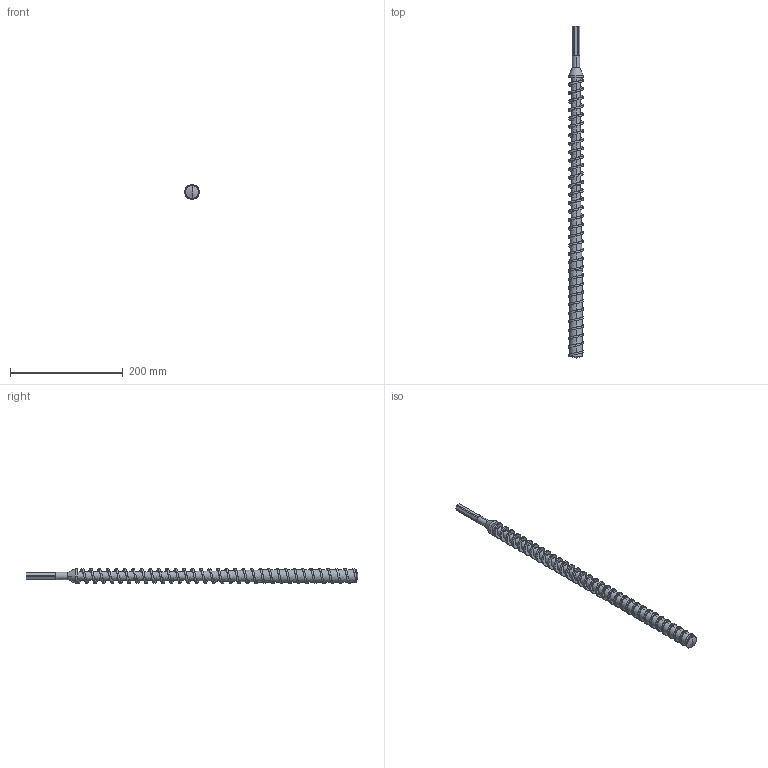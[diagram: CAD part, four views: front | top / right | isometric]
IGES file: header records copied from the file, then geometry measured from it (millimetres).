
Global section: file name: 117H170302 Plastic Screw extruder.igs; native system: Rhinoceros ( Feb 28 2017 ); preprocessor: Trout Lake IGES 012 Feb 28 2017; date: 170302.164136; units: millimetre
Bounding box: 25.7 x 587.96 x 25.7 mm (x, y, z)
Surface area: 52267.4 mm2 (no closed solid volume)
Topology: 0 solids, 0 shells, 99 faces, 4048 edges, 4046 vertices
Faces by surface type: bspline 84, plane 15
